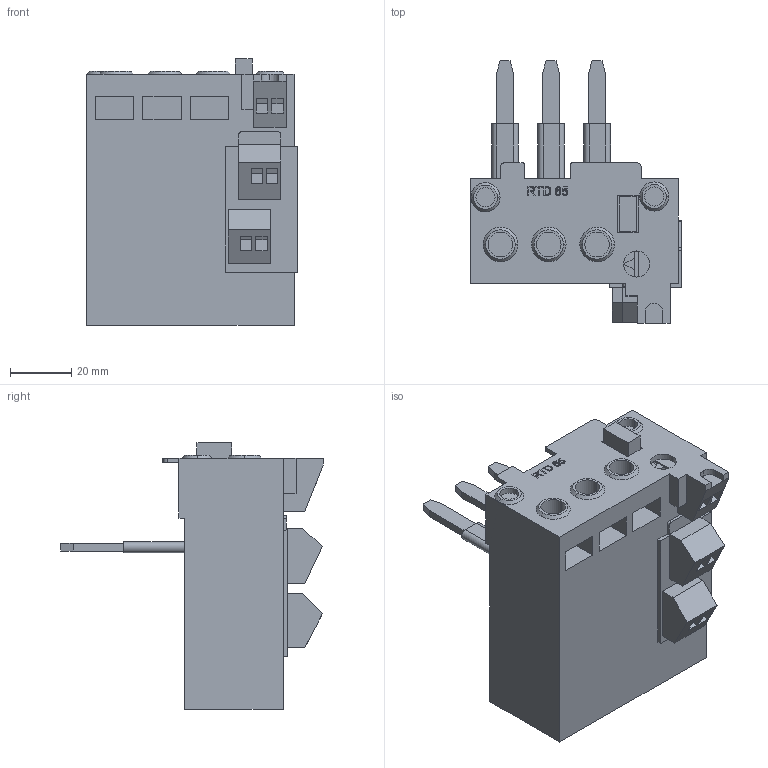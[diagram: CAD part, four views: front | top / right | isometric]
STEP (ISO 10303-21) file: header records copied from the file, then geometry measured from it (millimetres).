
FILE_DESCRIPTION (( 'STEP AP203' ), '1' );
FILE_NAME ('RTD65-5200.STEP', '2010-10-26T19:52:03', ( ' ' ), ( ' ' ), 'SwSTEP 2.0', 'SolidWorks 2009', '' );
FILE_SCHEMA (( 'CONFIG_CONTROL_DESIGN' ));
Length unit declared in the file: millimetre
Products named in the file (1): RTD65-5200
Bounding box: 68.5 x 85.5 x 86.75 mm (x, y, z)
Volume: 184344.1 mm3; surface area: 30313.8 mm2
Topology: 11 solids, 11 shells, 289 faces, 718 edges, 476 vertices
Faces by surface type: plane 210, bspline 40, cylinder 29, cone 10
Entity records: 10535 total; most frequent: CARTESIAN_POINT 3762, ORIENTED_EDGE 1436, DIRECTION 1220, EDGE_CURVE 718, VECTOR 552, LINE 552, VERTEX_POINT 476, AXIS2_PLACEMENT_3D 334
